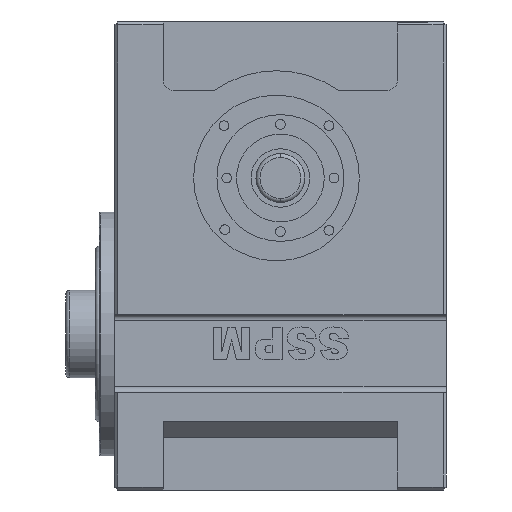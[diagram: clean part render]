
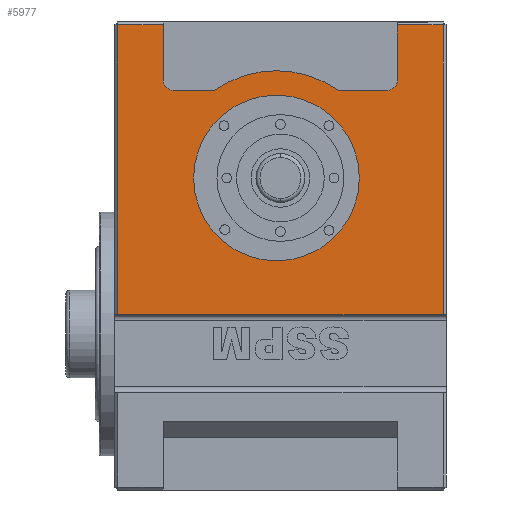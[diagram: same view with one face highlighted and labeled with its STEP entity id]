
A CAD part, left-side view. The second image highlights one B-rep face of the part: STEP entity #5977.
In plain terms, the highlighted planar face has unit normal (-1, 0, 0).
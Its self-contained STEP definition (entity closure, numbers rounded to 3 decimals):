
#23 = CARTESIAN_POINT ( 'NONE',  ( -160., 1.5, 0. ) ) ;
#140 = CARTESIAN_POINT ( 'NONE',  ( -160., 30., -35. ) ) ;
#192 = LINE ( 'NONE', #14008, #12949 ) ;
#311 = CARTESIAN_POINT ( 'NONE',  ( -160., 87., -37.5 ) ) ;
#672 = FACE_OUTER_BOUND ( 'NONE', #16660, .T. ) ;
#673 = EDGE_CURVE ( 'NONE', #11313, #5662, #11728, .T. ) ;
#715 = CARTESIAN_POINT ( 'NONE',  ( -160., 55.377, -35. ) ) ;
#806 = CARTESIAN_POINT ( 'NONE',  ( -160., 168.5, -1.5 ) ) ;
#808 = CARTESIAN_POINT ( 'NONE',  ( -160., 1.5, -150. ) ) ;
#922 = CIRCLE ( 'NONE', #9584, 5. ) ;
#1313 = CARTESIAN_POINT ( 'NONE',  ( -160., 170., -1.5 ) ) ;
#1621 = VERTEX_POINT ( 'NONE', #4232 ) ;
#1741 = VERTEX_POINT ( 'NONE', #16605 ) ;
#1759 = ORIENTED_EDGE ( 'NONE', *, *, #13105, .T. ) ;
#2189 = VECTOR ( 'NONE', #9844, 1000. ) ;
#2264 = CARTESIAN_POINT ( 'NONE',  ( -160., 1.5, -1.5 ) ) ;
#2432 = CARTESIAN_POINT ( 'NONE',  ( -160., 168.5, -150. ) ) ;
#2460 = VECTOR ( 'NONE', #10243, 1000. ) ;
#2509 = CIRCLE ( 'NONE', #14295, 42.5 ) ;
#2587 = CARTESIAN_POINT ( 'NONE',  ( -160., 140., -35. ) ) ;
#2686 = LINE ( 'NONE', #2432, #17399 ) ;
#2752 = FACE_BOUND ( 'NONE', #16251, .T. ) ;
#3112 = VERTEX_POINT ( 'NONE', #140 ) ;
#3294 = LINE ( 'NONE', #715, #17178 ) ;
#3297 = CARTESIAN_POINT ( 'NONE',  ( -160., 140., -35. ) ) ;
#3336 = VERTEX_POINT ( 'NONE', #311 ) ;
#3376 = CARTESIAN_POINT ( 'NONE',  ( -160., 145., -30. ) ) ;
#3453 = DIRECTION ( 'NONE',  ( -1., 0., 0. ) ) ;
#3616 = DIRECTION ( 'NONE',  ( 1., 0., 0. ) ) ;
#3623 = ORIENTED_EDGE ( 'NONE', *, *, #13487, .T. ) ;
#3635 = DIRECTION ( 'NONE',  ( 0., 0., -1. ) ) ;
#4037 = EDGE_CURVE ( 'NONE', #13748, #7263, #14772, .T. ) ;
#4232 = CARTESIAN_POINT ( 'NONE',  ( -160., 25., -1.5 ) ) ;
#4239 = VERTEX_POINT ( 'NONE', #12877 ) ;
#4326 = DIRECTION ( 'NONE',  ( 1., 0., 0. ) ) ;
#4407 = CIRCLE ( 'NONE', #15110, 5. ) ;
#4626 = CIRCLE ( 'NONE', #12414, 42.5 ) ;
#4865 = CARTESIAN_POINT ( 'NONE',  ( -160., 87., -80. ) ) ;
#4868 = ORIENTED_EDGE ( 'NONE', *, *, #9678, .T. ) ;
#4893 = EDGE_CURVE ( 'NONE', #5662, #15441, #922, .T. ) ;
#5042 = CARTESIAN_POINT ( 'NONE',  ( -160., 140., -30. ) ) ;
#5077 = EDGE_CURVE ( 'NONE', #10410, #1621, #9088, .T. ) ;
#5101 = ORIENTED_EDGE ( 'NONE', *, *, #8633, .T. ) ;
#5124 = VERTEX_POINT ( 'NONE', #9297 ) ;
#5179 = ORIENTED_EDGE ( 'NONE', *, *, #4037, .T. ) ;
#5368 = CARTESIAN_POINT ( 'NONE',  ( -160., 170., 0. ) ) ;
#5565 = DIRECTION ( 'NONE',  ( 0., 0., 1. ) ) ;
#5662 = VERTEX_POINT ( 'NONE', #3297 ) ;
#5977 = ADVANCED_FACE ( 'NONE', ( #672, #2752 ), #10873, .F. ) ;
#6189 = EDGE_CURVE ( 'NONE', #5124, #3336, #4626, .T. ) ;
#6242 = DIRECTION ( 'NONE',  ( 0., 0., -1. ) ) ;
#6291 = EDGE_CURVE ( 'NONE', #1741, #3112, #4407, .T. ) ;
#6362 = CARTESIAN_POINT ( 'NONE',  ( -160., 30., -30. ) ) ;
#6389 = ORIENTED_EDGE ( 'NONE', *, *, #15351, .T. ) ;
#6430 = CIRCLE ( 'NONE', #10464, 55. ) ;
#6850 = LINE ( 'NONE', #23, #10588 ) ;
#6990 = DIRECTION ( 'NONE',  ( -1., 0., 0. ) ) ;
#7263 = VERTEX_POINT ( 'NONE', #806 ) ;
#7353 = ORIENTED_EDGE ( 'NONE', *, *, #12886, .T. ) ;
#7505 = CARTESIAN_POINT ( 'NONE',  ( -160., 25., 0. ) ) ;
#7757 = DIRECTION ( 'NONE',  ( 0., 0., -1. ) ) ;
#7869 = ORIENTED_EDGE ( 'NONE', *, *, #4893, .T. ) ;
#7967 = ORIENTED_EDGE ( 'NONE', *, *, #5077, .T. ) ;
#8430 = ORIENTED_EDGE ( 'NONE', *, *, #10130, .T. ) ;
#8633 = EDGE_CURVE ( 'NONE', #15441, #13748, #192, .T. ) ;
#8891 = VECTOR ( 'NONE', #9869, 1000. ) ;
#9088 = LINE ( 'NONE', #1313, #11598 ) ;
#9107 = DIRECTION ( 'NONE',  ( 0., 0., -1. ) ) ;
#9297 = CARTESIAN_POINT ( 'NONE',  ( -160., 87., -122.5 ) ) ;
#9569 = VERTEX_POINT ( 'NONE', #9571 ) ;
#9571 = CARTESIAN_POINT ( 'NONE',  ( -160., 168.5, -150. ) ) ;
#9584 = AXIS2_PLACEMENT_3D ( 'NONE', #5042, #3616, #7757 ) ;
#9678 = EDGE_CURVE ( 'NONE', #4239, #13460, #9772, .T. ) ;
#9705 = AXIS2_PLACEMENT_3D ( 'NONE', #5368, #13579, #12173 ) ;
#9772 = CIRCLE ( 'NONE', #16043, 55. ) ;
#9844 = DIRECTION ( 'NONE',  ( 0., 1., 0. ) ) ;
#9869 = DIRECTION ( 'NONE',  ( 0., 1., 0. ) ) ;
#10130 = EDGE_CURVE ( 'NONE', #16067, #10410, #6850, .T. ) ;
#10243 = DIRECTION ( 'NONE',  ( 0., 0., -1. ) ) ;
#10410 = VERTEX_POINT ( 'NONE', #2264 ) ;
#10464 = AXIS2_PLACEMENT_3D ( 'NONE', #12914, #3453, #3635 ) ;
#10588 = VECTOR ( 'NONE', #5565, 1000. ) ;
#10672 = VECTOR ( 'NONE', #16020, 1000. ) ;
#10873 = PLANE ( 'NONE',  #9705 ) ;
#11249 = DIRECTION ( 'NONE',  ( 0., 0., 1. ) ) ;
#11255 = CARTESIAN_POINT ( 'NONE',  ( -160., 87., -80. ) ) ;
#11288 = ORIENTED_EDGE ( 'NONE', *, *, #15041, .T. ) ;
#11313 = VERTEX_POINT ( 'NONE', #12404 ) ;
#11323 = DIRECTION ( 'NONE',  ( 0., 1., 0. ) ) ;
#11456 = ORIENTED_EDGE ( 'NONE', *, *, #6189, .T. ) ;
#11598 = VECTOR ( 'NONE', #14408, 1000. ) ;
#11728 = LINE ( 'NONE', #2587, #10672 ) ;
#12173 = DIRECTION ( 'NONE',  ( 0., 1., 0. ) ) ;
#12404 = CARTESIAN_POINT ( 'NONE',  ( -160., 118.623, -35. ) ) ;
#12414 = AXIS2_PLACEMENT_3D ( 'NONE', #4865, #14271, #6242 ) ;
#12457 = LINE ( 'NONE', #12642, #8891 ) ;
#12500 = ORIENTED_EDGE ( 'NONE', *, *, #15862, .F. ) ;
#12617 = CARTESIAN_POINT ( 'NONE',  ( -160., 170., -1.5 ) ) ;
#12642 = CARTESIAN_POINT ( 'NONE',  ( -160., 0., -150. ) ) ;
#12877 = CARTESIAN_POINT ( 'NONE',  ( -160., 55.377, -35. ) ) ;
#12886 = EDGE_CURVE ( 'NONE', #7263, #9569, #2686, .T. ) ;
#12914 = CARTESIAN_POINT ( 'NONE',  ( -160., 87., -80. ) ) ;
#12949 = VECTOR ( 'NONE', #11249, 1000. ) ;
#13105 = EDGE_CURVE ( 'NONE', #3112, #4239, #3294, .T. ) ;
#13123 = CARTESIAN_POINT ( 'NONE',  ( -160., 87., -25. ) ) ;
#13460 = VERTEX_POINT ( 'NONE', #13123 ) ;
#13473 = CARTESIAN_POINT ( 'NONE',  ( -160., 145., -1.5 ) ) ;
#13487 = EDGE_CURVE ( 'NONE', #1621, #1741, #14862, .T. ) ;
#13579 = DIRECTION ( 'NONE',  ( 1., 0., 0. ) ) ;
#13748 = VERTEX_POINT ( 'NONE', #13473 ) ;
#13841 = DIRECTION ( 'NONE',  ( 0., 0., -1. ) ) ;
#14008 = CARTESIAN_POINT ( 'NONE',  ( -160., 145., 0. ) ) ;
#14271 = DIRECTION ( 'NONE',  ( 1., 0., 0. ) ) ;
#14295 = AXIS2_PLACEMENT_3D ( 'NONE', #11255, #4326, #13841 ) ;
#14408 = DIRECTION ( 'NONE',  ( 0., 1., 0. ) ) ;
#14772 = LINE ( 'NONE', #12617, #2189 ) ;
#14862 = LINE ( 'NONE', #7505, #2460 ) ;
#15041 = EDGE_CURVE ( 'NONE', #13460, #11313, #6430, .T. ) ;
#15110 = AXIS2_PLACEMENT_3D ( 'NONE', #6362, #17147, #9107 ) ;
#15351 = EDGE_CURVE ( 'NONE', #3336, #5124, #2509, .T. ) ;
#15441 = VERTEX_POINT ( 'NONE', #3376 ) ;
#15585 = ORIENTED_EDGE ( 'NONE', *, *, #6291, .T. ) ;
#15862 = EDGE_CURVE ( 'NONE', #16067, #9569, #12457, .T. ) ;
#15864 = DIRECTION ( 'NONE',  ( 0., 0., -1. ) ) ;
#16020 = DIRECTION ( 'NONE',  ( 0., 1., 0. ) ) ;
#16043 = AXIS2_PLACEMENT_3D ( 'NONE', #16419, #6990, #16371 ) ;
#16067 = VERTEX_POINT ( 'NONE', #808 ) ;
#16251 = EDGE_LOOP ( 'NONE', ( #6389, #11456 ) ) ;
#16371 = DIRECTION ( 'NONE',  ( 0., 0., -1. ) ) ;
#16419 = CARTESIAN_POINT ( 'NONE',  ( -160., 87., -80. ) ) ;
#16605 = CARTESIAN_POINT ( 'NONE',  ( -160., 25., -30. ) ) ;
#16660 = EDGE_LOOP ( 'NONE', ( #12500, #8430, #7967, #3623, #15585, #1759, #4868, #11288, #17226, #7869, #5101, #5179, #7353 ) ) ;
#17147 = DIRECTION ( 'NONE',  ( 1., 0., 0. ) ) ;
#17178 = VECTOR ( 'NONE', #11323, 1000. ) ;
#17226 = ORIENTED_EDGE ( 'NONE', *, *, #673, .T. ) ;
#17399 = VECTOR ( 'NONE', #15864, 1000. ) ;
